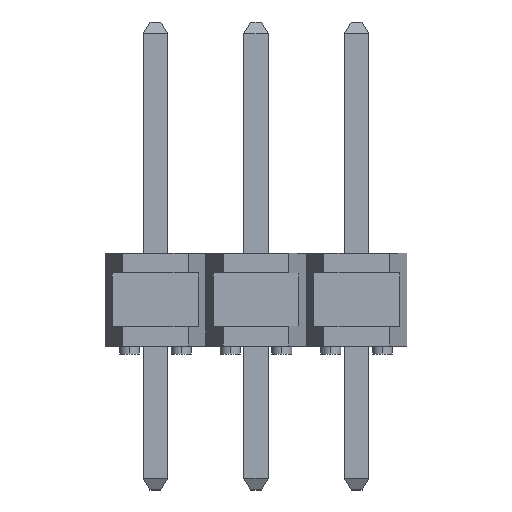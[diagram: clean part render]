
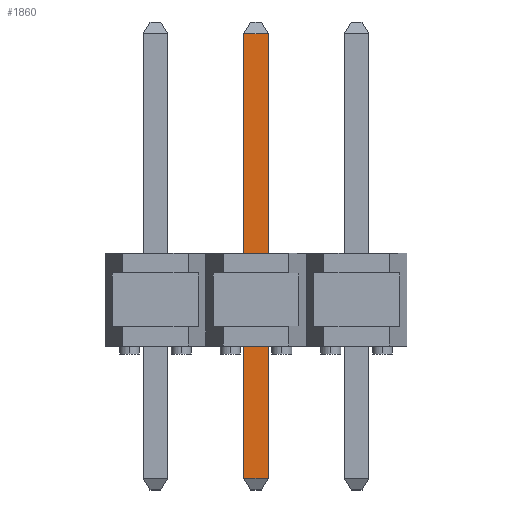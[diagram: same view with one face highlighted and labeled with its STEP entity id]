
A CAD part, top view. The second image highlights one B-rep face of the part: STEP entity #1860.
In plain terms, the highlighted planar face has unit normal (0, 0, 1).
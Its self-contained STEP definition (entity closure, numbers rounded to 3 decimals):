
#23 = LINE ( 'NONE', #3635, #3697 ) ;
#64 = LINE ( 'NONE', #3089, #1770 ) ;
#72 = EDGE_LOOP ( 'NONE', ( #2688, #3506, #3246, #2121 ) ) ;
#196 = VERTEX_POINT ( 'NONE', #3451 ) ;
#246 = FACE_OUTER_BOUND ( 'NONE', #72, .T. ) ;
#267 = CARTESIAN_POINT ( 'NONE',  ( -0.31, 8.08, 0.21 ) ) ;
#319 = VERTEX_POINT ( 'NONE', #2055 ) ;
#324 = PLANE ( 'NONE',  #2342 ) ;
#635 = VECTOR ( 'NONE', #1942, 1000. ) ;
#768 = VERTEX_POINT ( 'NONE', #267 ) ;
#809 = EDGE_CURVE ( 'NONE', #768, #196, #23, .T. ) ;
#1066 = LINE ( 'NONE', #3740, #635 ) ;
#1653 = CARTESIAN_POINT ( 'NONE',  ( 0.31, -3.13, 0.21 ) ) ;
#1770 = VECTOR ( 'NONE', #3119, 1000. ) ;
#1860 = ADVANCED_FACE ( 'NONE', ( #246 ), #324, .F. ) ;
#1942 = DIRECTION ( 'NONE',  ( 1., 0., 0. ) ) ;
#1943 = EDGE_CURVE ( 'NONE', #319, #3371, #64, .T. ) ;
#1998 = EDGE_CURVE ( 'NONE', #319, #768, #2604, .T. ) ;
#2055 = CARTESIAN_POINT ( 'NONE',  ( 0.31, 8.08, 0.21 ) ) ;
#2121 = ORIENTED_EDGE ( 'NONE', *, *, #1998, .T. ) ;
#2342 = AXIS2_PLACEMENT_3D ( 'NONE', #2996, #3845, #3014 ) ;
#2546 = CARTESIAN_POINT ( 'NONE',  ( -0.31, 8.08, 0.21 ) ) ;
#2604 = LINE ( 'NONE', #2546, #3461 ) ;
#2688 = ORIENTED_EDGE ( 'NONE', *, *, #809, .T. ) ;
#2996 = CARTESIAN_POINT ( 'NONE',  ( 0.31, 8.38, 0.21 ) ) ;
#3014 = DIRECTION ( 'NONE',  ( -1., 0., 0. ) ) ;
#3089 = CARTESIAN_POINT ( 'NONE',  ( 0.31, 8.38, 0.21 ) ) ;
#3119 = DIRECTION ( 'NONE',  ( 0., -1., 0. ) ) ;
#3246 = ORIENTED_EDGE ( 'NONE', *, *, #1943, .F. ) ;
#3363 = EDGE_CURVE ( 'NONE', #196, #3371, #1066, .T. ) ;
#3371 = VERTEX_POINT ( 'NONE', #1653 ) ;
#3451 = CARTESIAN_POINT ( 'NONE',  ( -0.31, -3.13, 0.21 ) ) ;
#3461 = VECTOR ( 'NONE', #3499, 1000. ) ;
#3499 = DIRECTION ( 'NONE',  ( -1., 0., 0. ) ) ;
#3506 = ORIENTED_EDGE ( 'NONE', *, *, #3363, .T. ) ;
#3635 = CARTESIAN_POINT ( 'NONE',  ( -0.31, 8.38, 0.21 ) ) ;
#3659 = DIRECTION ( 'NONE',  ( 0., -1., 0. ) ) ;
#3697 = VECTOR ( 'NONE', #3659, 1000. ) ;
#3740 = CARTESIAN_POINT ( 'NONE',  ( 0.31, -3.13, 0.21 ) ) ;
#3845 = DIRECTION ( 'NONE',  ( 0., 0., -1. ) ) ;
